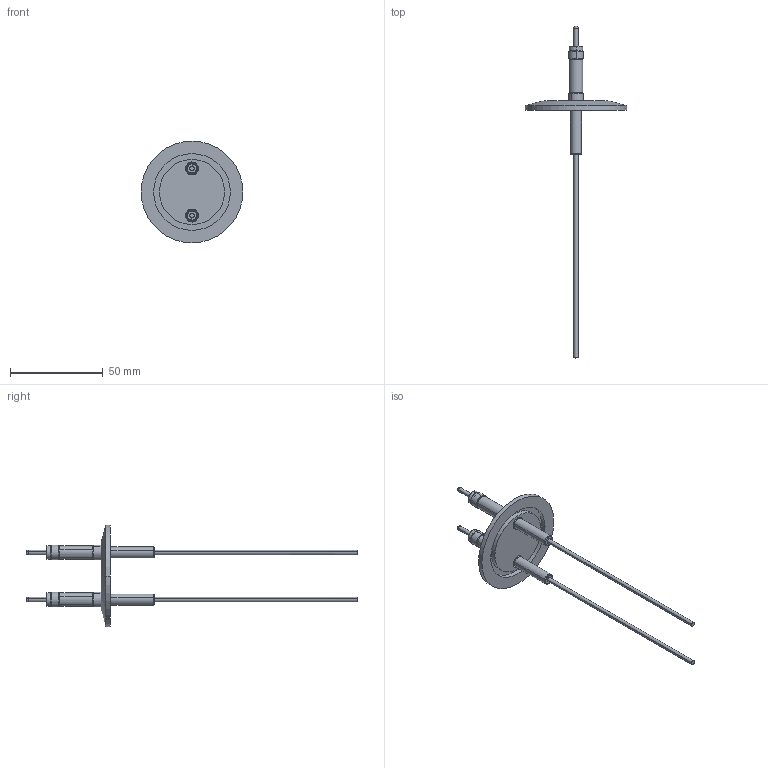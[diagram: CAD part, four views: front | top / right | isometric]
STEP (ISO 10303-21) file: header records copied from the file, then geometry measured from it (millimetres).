
FILE_DESCRIPTION (( 'STEP AP203' ), '1' );
FILE_NAME ('A5977-1-QF.STEP', '2013-06-17T12:30:19', ( '' ), ( '' ), 'SwSTEP 2.0', 'SolidWorks 2012', '' );
FILE_SCHEMA (( 'CONFIG_CONTROL_DESIGN' ));
Length unit declared in the file: inch
Products named in the file (1): A5977-1-QF
Bounding box: 54.86 x 179.07 x 54.86 mm (x, y, z)
Volume: 13835.4 mm3; surface area: 12402.8 mm2
Topology: 1 solids, 3 shells, 144 faces, 302 edges, 186 vertices
Faces by surface type: cylinder 70, cone 30, plane 28, torus 16
Entity records: 3983 total; most frequent: DIRECTION 794, CARTESIAN_POINT 633, ORIENTED_EDGE 604, AXIS2_PLACEMENT_3D 347, EDGE_CURVE 302, CIRCLE 202, VERTEX_POINT 186, EDGE_LOOP 170
